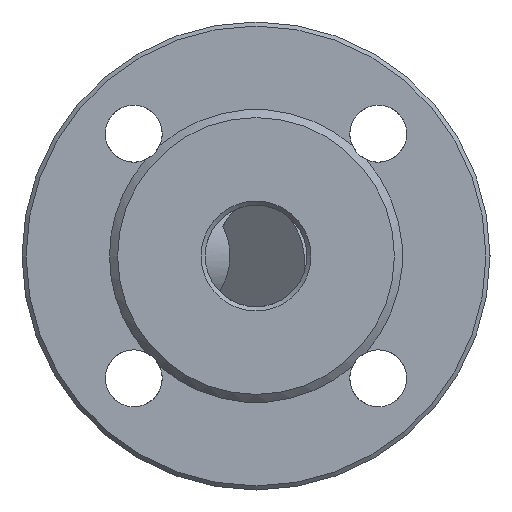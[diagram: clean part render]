
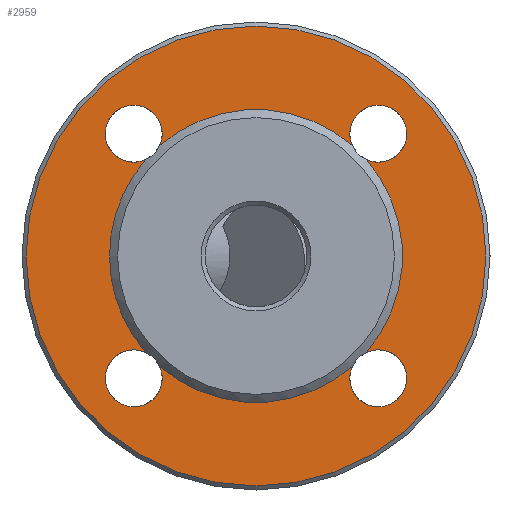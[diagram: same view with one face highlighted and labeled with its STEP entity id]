
A CAD part, left-side view. The second image highlights one B-rep face of the part: STEP entity #2959.
In plain terms, the highlighted planar face has unit normal (-1, 0, 0).
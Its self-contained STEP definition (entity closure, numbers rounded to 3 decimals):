
#65=FACE_BOUND('',#860,.T.);
#549=PLANE('',#3225);
#686=FACE_OUTER_BOUND('',#859,.T.);
#859=EDGE_LOOP('',(#2521));
#860=EDGE_LOOP('',(#2522,#2523,#2524,#2525,#2526,#2527,#2528,#2529,#2530,
#2531,#2532,#2533,#2534));
#975=CIRCLE('',#3224,56.5);
#976=CIRCLE('',#3226,36.);
#977=CIRCLE('',#3227,7.);
#978=CIRCLE('',#3228,7.);
#979=CIRCLE('',#3229,36.);
#980=CIRCLE('',#3230,36.);
#981=CIRCLE('',#3231,7.);
#982=CIRCLE('',#3232,7.);
#983=CIRCLE('',#3233,36.);
#984=CIRCLE('',#3234,7.);
#985=CIRCLE('',#3235,7.);
#986=CIRCLE('',#3236,36.);
#987=CIRCLE('',#3237,7.);
#988=CIRCLE('',#3238,7.);
#1351=VERTEX_POINT('',#6216);
#1352=VERTEX_POINT('',#6220);
#1353=VERTEX_POINT('',#6221);
#1354=VERTEX_POINT('',#6223);
#1355=VERTEX_POINT('',#6225);
#1356=VERTEX_POINT('',#6227);
#1357=VERTEX_POINT('',#6229);
#1358=VERTEX_POINT('',#6231);
#1359=VERTEX_POINT('',#6233);
#1360=VERTEX_POINT('',#6235);
#1361=VERTEX_POINT('',#6237);
#1362=VERTEX_POINT('',#6239);
#1363=VERTEX_POINT('',#6241);
#1364=VERTEX_POINT('',#6243);
#1749=EDGE_CURVE('',#1351,#1351,#975,.T.);
#1750=EDGE_CURVE('',#1352,#1353,#976,.T.);
#1751=EDGE_CURVE('',#1353,#1354,#977,.T.);
#1752=EDGE_CURVE('',#1354,#1355,#978,.T.);
#1753=EDGE_CURVE('',#1355,#1356,#979,.T.);
#1754=EDGE_CURVE('',#1356,#1357,#980,.T.);
#1755=EDGE_CURVE('',#1357,#1358,#981,.T.);
#1756=EDGE_CURVE('',#1358,#1359,#982,.T.);
#1757=EDGE_CURVE('',#1359,#1360,#983,.T.);
#1758=EDGE_CURVE('',#1360,#1361,#984,.T.);
#1759=EDGE_CURVE('',#1361,#1362,#985,.T.);
#1760=EDGE_CURVE('',#1362,#1363,#986,.T.);
#1761=EDGE_CURVE('',#1363,#1364,#987,.T.);
#1762=EDGE_CURVE('',#1364,#1352,#988,.T.);
#2521=ORIENTED_EDGE('',*,*,#1749,.T.);
#2522=ORIENTED_EDGE('',*,*,#1750,.T.);
#2523=ORIENTED_EDGE('',*,*,#1751,.T.);
#2524=ORIENTED_EDGE('',*,*,#1752,.T.);
#2525=ORIENTED_EDGE('',*,*,#1753,.T.);
#2526=ORIENTED_EDGE('',*,*,#1754,.T.);
#2527=ORIENTED_EDGE('',*,*,#1755,.T.);
#2528=ORIENTED_EDGE('',*,*,#1756,.T.);
#2529=ORIENTED_EDGE('',*,*,#1757,.T.);
#2530=ORIENTED_EDGE('',*,*,#1758,.T.);
#2531=ORIENTED_EDGE('',*,*,#1759,.T.);
#2532=ORIENTED_EDGE('',*,*,#1760,.T.);
#2533=ORIENTED_EDGE('',*,*,#1761,.T.);
#2534=ORIENTED_EDGE('',*,*,#1762,.T.);
#2959=ADVANCED_FACE('',(#686,#65),#549,.T.);
#3224=AXIS2_PLACEMENT_3D('',#6218,#3890,#3891);
#3225=AXIS2_PLACEMENT_3D('',#6219,#3892,#3893);
#3226=AXIS2_PLACEMENT_3D('',#6222,#3894,#3895);
#3227=AXIS2_PLACEMENT_3D('',#6224,#3896,#3897);
#3228=AXIS2_PLACEMENT_3D('',#6226,#3898,#3899);
#3229=AXIS2_PLACEMENT_3D('',#6228,#3900,#3901);
#3230=AXIS2_PLACEMENT_3D('',#6230,#3902,#3903);
#3231=AXIS2_PLACEMENT_3D('',#6232,#3904,#3905);
#3232=AXIS2_PLACEMENT_3D('',#6234,#3906,#3907);
#3233=AXIS2_PLACEMENT_3D('',#6236,#3908,#3909);
#3234=AXIS2_PLACEMENT_3D('',#6238,#3910,#3911);
#3235=AXIS2_PLACEMENT_3D('',#6240,#3912,#3913);
#3236=AXIS2_PLACEMENT_3D('',#6242,#3914,#3915);
#3237=AXIS2_PLACEMENT_3D('',#6244,#3916,#3917);
#3238=AXIS2_PLACEMENT_3D('',#6245,#3918,#3919);
#3890=DIRECTION('center_axis',(-1.,0.,0.));
#3891=DIRECTION('ref_axis',(0.,0.,-1.));
#3892=DIRECTION('center_axis',(-1.,0.,0.));
#3893=DIRECTION('ref_axis',(0.,0.,1.));
#3894=DIRECTION('center_axis',(1.,0.,0.));
#3895=DIRECTION('ref_axis',(0.,-1.,0.));
#3896=DIRECTION('center_axis',(1.,0.,0.));
#3897=DIRECTION('ref_axis',(0.,0.,-1.));
#3898=DIRECTION('center_axis',(1.,0.,0.));
#3899=DIRECTION('ref_axis',(0.,0.,-1.));
#3900=DIRECTION('center_axis',(1.,0.,0.));
#3901=DIRECTION('ref_axis',(0.,-1.,0.));
#3902=DIRECTION('center_axis',(1.,0.,0.));
#3903=DIRECTION('ref_axis',(0.,-1.,0.));
#3904=DIRECTION('center_axis',(1.,0.,0.));
#3905=DIRECTION('ref_axis',(0.,0.,-1.));
#3906=DIRECTION('center_axis',(1.,0.,0.));
#3907=DIRECTION('ref_axis',(0.,0.,-1.));
#3908=DIRECTION('center_axis',(1.,0.,0.));
#3909=DIRECTION('ref_axis',(0.,-1.,0.));
#3910=DIRECTION('center_axis',(1.,0.,0.));
#3911=DIRECTION('ref_axis',(0.,0.,-1.));
#3912=DIRECTION('center_axis',(1.,0.,0.));
#3913=DIRECTION('ref_axis',(0.,0.,-1.));
#3914=DIRECTION('center_axis',(1.,0.,0.));
#3915=DIRECTION('ref_axis',(0.,-1.,0.));
#3916=DIRECTION('center_axis',(1.,0.,0.));
#3917=DIRECTION('ref_axis',(0.,0.,-1.));
#3918=DIRECTION('center_axis',(1.,0.,0.));
#3919=DIRECTION('ref_axis',(0.,0.,-1.));
#6216=CARTESIAN_POINT('',(-156.,0.,56.5));
#6218=CARTESIAN_POINT('Origin',(-156.,0.,0.));
#6219=CARTESIAN_POINT('Origin',(-156.,0.,0.));
#6220=CARTESIAN_POINT('',(-156.,-23.71,-27.09));
#6221=CARTESIAN_POINT('',(-156.,23.71,-27.09));
#6222=CARTESIAN_POINT('Origin',(-156.,0.,0.));
#6223=CARTESIAN_POINT('',(-156.,30.052,-23.052));
#6224=CARTESIAN_POINT('Origin',(-156.,30.052,-30.052));
#6225=CARTESIAN_POINT('',(-156.,27.09,-23.71));
#6226=CARTESIAN_POINT('Origin',(-156.,30.052,-30.052));
#6227=CARTESIAN_POINT('',(-156.,36.,0.));
#6228=CARTESIAN_POINT('Origin',(-156.,0.,0.));
#6229=CARTESIAN_POINT('',(-156.,27.09,23.71));
#6230=CARTESIAN_POINT('Origin',(-156.,0.,0.));
#6231=CARTESIAN_POINT('',(-156.,30.052,37.052));
#6232=CARTESIAN_POINT('Origin',(-156.,30.052,30.052));
#6233=CARTESIAN_POINT('',(-156.,23.71,27.09));
#6234=CARTESIAN_POINT('Origin',(-156.,30.052,30.052));
#6235=CARTESIAN_POINT('',(-156.,-23.71,27.09));
#6236=CARTESIAN_POINT('Origin',(-156.,0.,0.));
#6237=CARTESIAN_POINT('',(-156.,-30.052,37.052));
#6238=CARTESIAN_POINT('Origin',(-156.,-30.052,30.052));
#6239=CARTESIAN_POINT('',(-156.,-27.09,23.71));
#6240=CARTESIAN_POINT('Origin',(-156.,-30.052,30.052));
#6241=CARTESIAN_POINT('',(-156.,-27.09,-23.71));
#6242=CARTESIAN_POINT('Origin',(-156.,0.,0.));
#6243=CARTESIAN_POINT('',(-156.,-30.052,-23.052));
#6244=CARTESIAN_POINT('Origin',(-156.,-30.052,-30.052));
#6245=CARTESIAN_POINT('Origin',(-156.,-30.052,-30.052));
